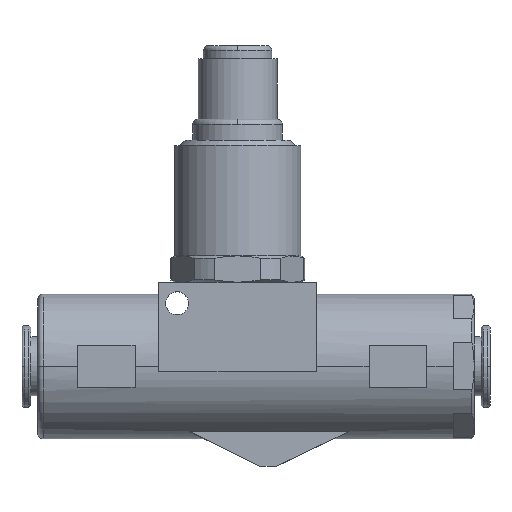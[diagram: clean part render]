
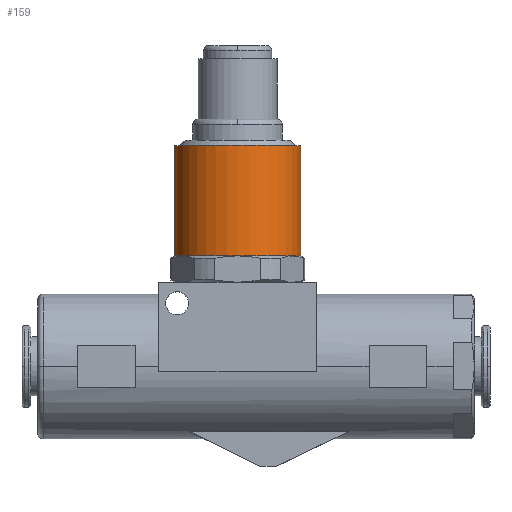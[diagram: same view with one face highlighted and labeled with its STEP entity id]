
A CAD part, top view. The second image highlights one B-rep face of the part: STEP entity #159.
In plain terms, the highlighted cylindrical face has radius 12 mm (diameter 24 mm), a partial arc.
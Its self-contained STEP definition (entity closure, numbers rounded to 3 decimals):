
#159=ADVANCED_FACE('',(#413),#414,.T.);
#413=FACE_OUTER_BOUND('',#726,.T.);
#414=CYLINDRICAL_SURFACE('',#727,12.0);
#726=EDGE_LOOP('',(#1613,#1614,#1615,#1616,#1617,#1618,#1619));
#727=AXIS2_PLACEMENT_3D('',#1620,#1621,#1622);
#1613=ORIENTED_EDGE('',*,*,#2291,.F.);
#1614=ORIENTED_EDGE('',*,*,#2292,.T.);
#1615=ORIENTED_EDGE('',*,*,#2293,.T.);
#1616=ORIENTED_EDGE('',*,*,#2294,.T.);
#1617=ORIENTED_EDGE('',*,*,#2295,.T.);
#1618=ORIENTED_EDGE('',*,*,#2296,.F.);
#1619=ORIENTED_EDGE('',*,*,#2297,.F.);
#1620=CARTESIAN_POINT('',(0.0,30.0,0.0));
#1621=DIRECTION('',(0.0,1.0,0.0));
#1622=DIRECTION('',(-1.0,0.0,0.0));
#2291=EDGE_CURVE('',#2838,#2839,#2840,.T.);
#2292=EDGE_CURVE('',#2838,#2841,#2842,.T.);
#2293=EDGE_CURVE('',#2841,#2843,#2844,.T.);
#2294=EDGE_CURVE('',#2843,#2845,#2846,.T.);
#2295=EDGE_CURVE('',#2845,#2847,#2848,.T.);
#2296=EDGE_CURVE('',#2849,#2847,#2850,.T.);
#2297=EDGE_CURVE('',#2839,#2849,#2851,.T.);
#2838=VERTEX_POINT('',#3704);
#2839=VERTEX_POINT('',#3705);
#2840=LINE('',#3706,#3707);
#2841=VERTEX_POINT('',#3708);
#2842=CIRCLE('',#3709,12.0);
#2843=VERTEX_POINT('',#3710);
#2844=CIRCLE('',#3711,12.0);
#2845=VERTEX_POINT('',#3712);
#2846=CIRCLE('',#3713,12.0);
#2847=VERTEX_POINT('',#3714);
#2848=CIRCLE('',#3715,12.0);
#2849=VERTEX_POINT('',#3716);
#2850=LINE('',#3717,#3718);
#2851=CIRCLE('',#3719,12.0);
#3704=CARTESIAN_POINT('',(-12.0,21.0,0.));
#3705=CARTESIAN_POINT('',(-12.0,42.0,0.0));
#3706=CARTESIAN_POINT('',(-12.0,30.0,0.));
#3707=VECTOR('',#4682,1.0);
#3708=CARTESIAN_POINT('',(-10.392,21.0,6.0));
#3709=AXIS2_PLACEMENT_3D('',#4683,#4684,#4685);
#3710=CARTESIAN_POINT('',(0.,21.0,12.0));
#3711=AXIS2_PLACEMENT_3D('',#4686,#4687,#4688);
#3712=CARTESIAN_POINT('',(10.392,21.0,6.0));
#3713=AXIS2_PLACEMENT_3D('',#4689,#4690,#4691);
#3714=CARTESIAN_POINT('',(12.0,21.0,0.));
#3715=AXIS2_PLACEMENT_3D('',#4692,#4693,#4694);
#3716=CARTESIAN_POINT('',(12.0,42.0,0.));
#3717=CARTESIAN_POINT('',(12.0,30.0,0.));
#3718=VECTOR('',#4695,1.0);
#3719=AXIS2_PLACEMENT_3D('',#4696,#4697,#4698);
#4682=DIRECTION('',(0.0,1.0,0.0));
#4683=CARTESIAN_POINT('',(0.0,21.0,0.0));
#4684=DIRECTION('',(0.0,1.0,0.0));
#4685=DIRECTION('',(-1.0,0.0,0.0));
#4686=CARTESIAN_POINT('',(0.0,21.0,0.0));
#4687=DIRECTION('',(0.0,1.0,0.0));
#4688=DIRECTION('',(-1.0,0.0,0.0));
#4689=CARTESIAN_POINT('',(0.0,21.0,0.0));
#4690=DIRECTION('',(0.0,1.0,0.0));
#4691=DIRECTION('',(-1.0,0.0,0.0));
#4692=CARTESIAN_POINT('',(0.0,21.0,0.0));
#4693=DIRECTION('',(0.0,1.0,0.0));
#4694=DIRECTION('',(-1.0,0.0,0.0));
#4695=DIRECTION('',(-0.0,-1.0,-0.0));
#4696=CARTESIAN_POINT('',(0.0,42.0,0.0));
#4697=DIRECTION('',(0.0,1.0,0.0));
#4698=DIRECTION('',(-1.0,0.0,0.0));
